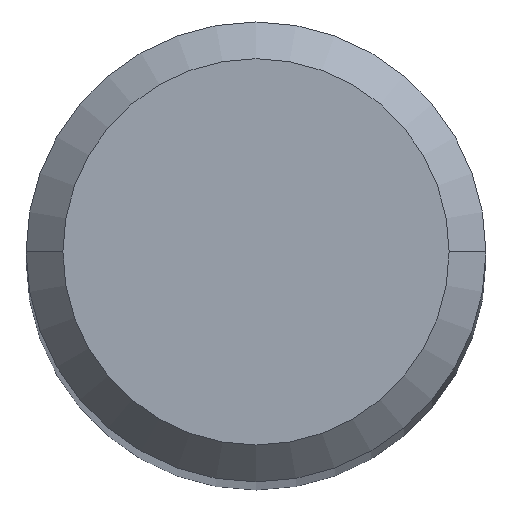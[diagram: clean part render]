
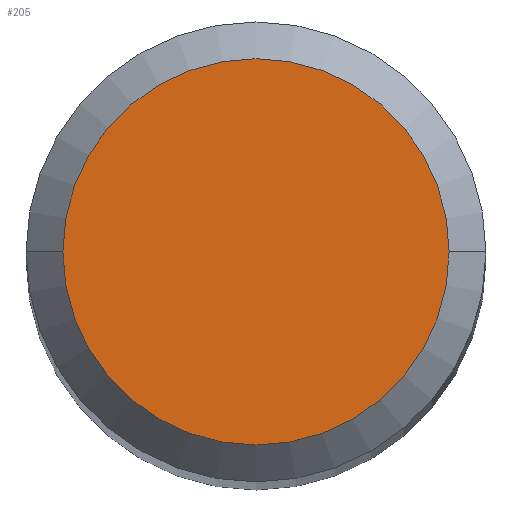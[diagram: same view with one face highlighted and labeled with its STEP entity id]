
A CAD part, top view. The second image highlights one B-rep face of the part: STEP entity #205.
In plain terms, the highlighted planar face has unit normal (0, 0, 1).
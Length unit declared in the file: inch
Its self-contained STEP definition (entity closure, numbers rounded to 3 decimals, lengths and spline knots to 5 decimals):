
#3 = EDGE_CURVE ( 'NONE', #163, #162, #82, .T. ) ;
#4 = AXIS2_PLACEMENT_3D ( 'NONE', #25, #102, #142 ) ;
#13 = DIRECTION ( 'NONE',  ( 1., 0., 0. ) ) ;
#22 = CARTESIAN_POINT ( 'NONE',  ( -0.07875, 0., 2. ) ) ;
#25 = CARTESIAN_POINT ( 'NONE',  ( 0., 0., 2. ) ) ;
#30 = ORIENTED_EDGE ( 'NONE', *, *, #3, .T. ) ;
#32 = DIRECTION ( 'NONE',  ( 0., 0., 1. ) ) ;
#41 = CIRCLE ( 'NONE', #230, 0.07875 ) ;
#49 = EDGE_CURVE ( 'NONE', #162, #163, #41, .T. ) ;
#50 = CARTESIAN_POINT ( 'NONE',  ( 0., 0., 2. ) ) ;
#53 = AXIS2_PLACEMENT_3D ( 'NONE', #50, #191, #13 ) ;
#82 = CIRCLE ( 'NONE', #53, 0.07875 ) ;
#86 = CARTESIAN_POINT ( 'NONE',  ( 0., 0., 2. ) ) ;
#91 = ORIENTED_EDGE ( 'NONE', *, *, #49, .T. ) ;
#102 = DIRECTION ( 'NONE',  ( 0., 0., 1. ) ) ;
#111 = DIRECTION ( 'NONE',  ( 1., 0., 0. ) ) ;
#122 = PLANE ( 'NONE',  #4 ) ;
#142 = DIRECTION ( 'NONE',  ( 1., 0., 0. ) ) ;
#153 = CARTESIAN_POINT ( 'NONE',  ( 0.07875, 0., 2. ) ) ;
#159 = FACE_OUTER_BOUND ( 'NONE', #161, .T. ) ;
#161 = EDGE_LOOP ( 'NONE', ( #91, #30 ) ) ;
#162 = VERTEX_POINT ( 'NONE', #22 ) ;
#163 = VERTEX_POINT ( 'NONE', #153 ) ;
#191 = DIRECTION ( 'NONE',  ( 0., 0., 1. ) ) ;
#205 = ADVANCED_FACE ( 'NONE', ( #159 ), #122, .T. ) ;
#230 = AXIS2_PLACEMENT_3D ( 'NONE', #86, #32, #111 ) ;
